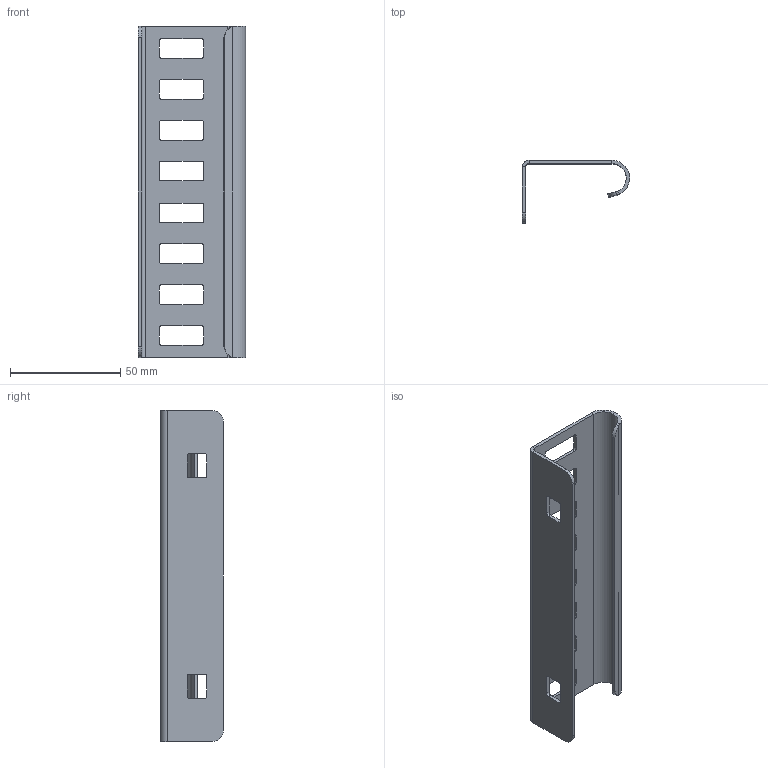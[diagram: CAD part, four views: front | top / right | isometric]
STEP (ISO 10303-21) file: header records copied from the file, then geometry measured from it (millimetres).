
FILE_DESCRIPTION((''),'2;1');
FILE_NAME('6200832','2014-04-17T',('AndreasKeweloh'),(''),'PRO/ENGINEER BY PARAMETRIC TECHNOLOGY CORPORATION, 2013410','PRO/ENGINEER BY PARAMETRIC TECHNOLOGY CORPORATION, 2013410','');
FILE_SCHEMA(('CONFIG_CONTROL_DESIGN'));
Length unit declared in the file: millimetre
Products named in the file (1): 6200832
Bounding box: 48.5 x 28.5 x 150 mm (x, y, z)
Volume: 18008.9 mm3; surface area: 25512.4 mm2
Topology: 1 solids, 1 shells, 106 faces, 296 edges, 192 vertices
Faces by surface type: plane 56, cylinder 48, bspline 2
Entity records: 3530 total; most frequent: CARTESIAN_POINT 652, DIRECTION 596, ORIENTED_EDGE 592, EDGE_CURVE 296, AXIS2_PLACEMENT_3D 200, VECTOR 196, LINE 196, VERTEX_POINT 192
